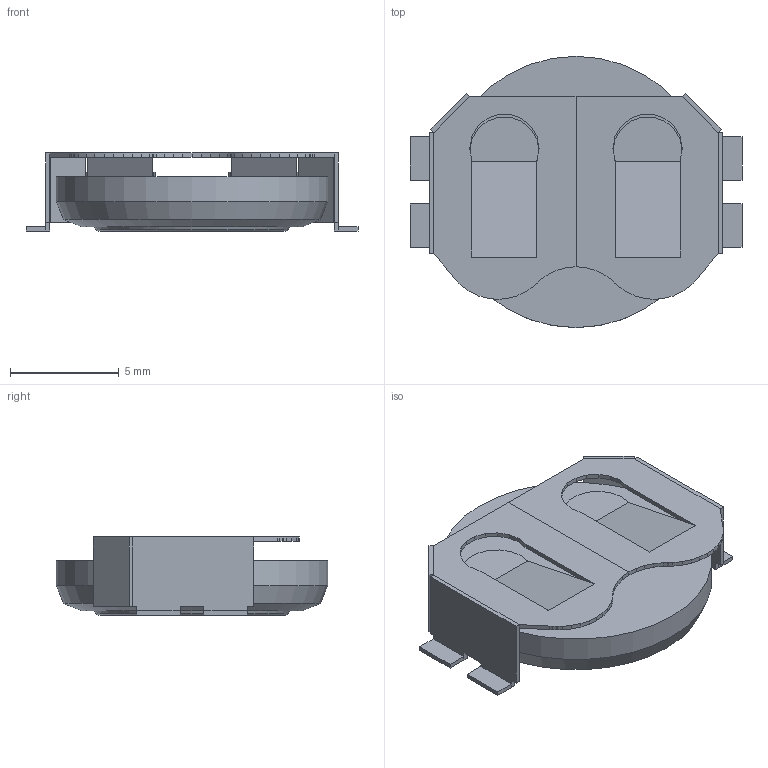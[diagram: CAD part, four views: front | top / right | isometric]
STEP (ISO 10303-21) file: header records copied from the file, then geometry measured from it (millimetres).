
FILE_DESCRIPTION(('FreeCAD Model'),'2;1');
FILE_NAME('Group001.step','2017-12-04T20:53:00',( 'kicad StepUp'),('ksu MCAD'),'Open CASCADE STEP processor 6.7', 'FreeCAD','Unknown');
FILE_SCHEMA(('AUTOMOTIVE_DESIGN_CC2 { 1 2 10303 214 -1 1 5 4 }'));
Length unit declared in the file: millimetre
Products named in the file (2): ASSEMBLY; Group001
Assembly tree (1 placements, depth 2):
  ASSEMBLY
    Group001
Bounding box: 15.3 x 12.5 x 3.6 mm (x, y, z)
Volume: 314.4 mm3; surface area: 685.5 mm2
Topology: 2 solids, 2 shells, 184 faces, 498 edges, 319 vertices
Faces by surface type: plane 179, cone 4, cylinder 1
Full cylindrical faces by diameter (mm): 12.5 x1
Entity records: 13393 total; most frequent: CARTESIAN_POINT 2021, DIRECTION 1851, LINE 1461, VECTOR 1461, ORIENTED_EDGE 996, PCURVE 996, DEFINITIONAL_REPRESENTATION 996, EDGE_CURVE 498
